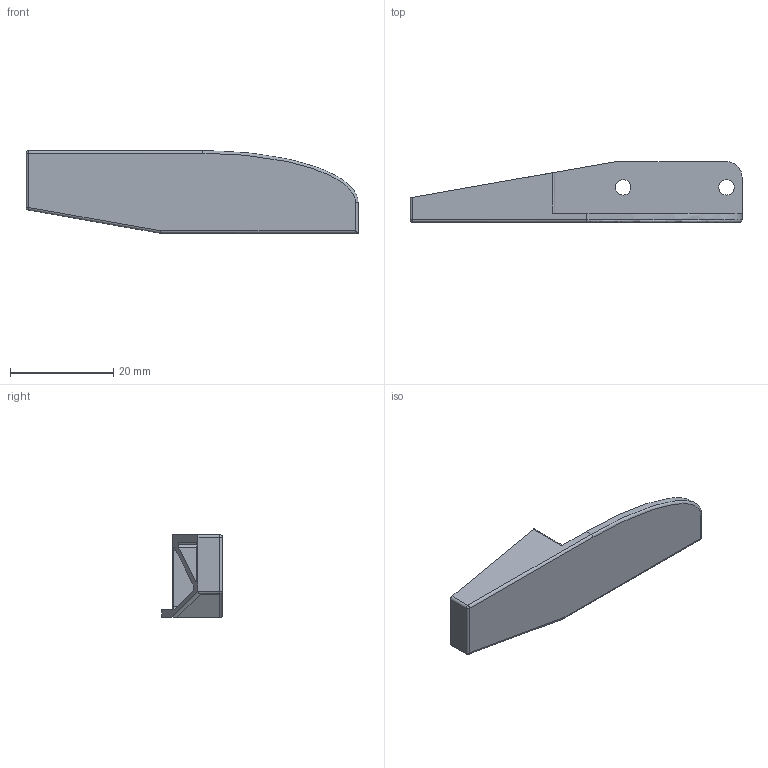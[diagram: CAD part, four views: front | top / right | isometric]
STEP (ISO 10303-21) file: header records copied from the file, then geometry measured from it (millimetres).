
FILE_DESCRIPTION (( 'STEP AP214' ), '1' );
FILE_NAME ('sapphire_pro_extruder.STEP', '2020-05-01T17:25:56', ( '' ), ( '' ), 'SwSTEP 2.0', 'SolidWorks 2020', '' );
FILE_SCHEMA (( 'AUTOMOTIVE_DESIGN' ));
Length unit declared in the file: millimetre
Products named in the file (1): sapphire_pro_extruder
Bounding box: 64.25 x 11.8 x 16 mm (x, y, z)
Volume: 2917.5 mm3; surface area: 3822.1 mm2
Topology: 1 solids, 1 shells, 48 faces, 123 edges, 76 vertices
Faces by surface type: cylinder 24, plane 19, sphere 3, bspline 2
Entity records: 1616 total; most frequent: CARTESIAN_POINT 493, ORIENTED_EDGE 240, DIRECTION 210, EDGE_CURVE 120, VERTEX_POINT 76, AXIS2_PLACEMENT_3D 71, VECTOR 68, LINE 68
